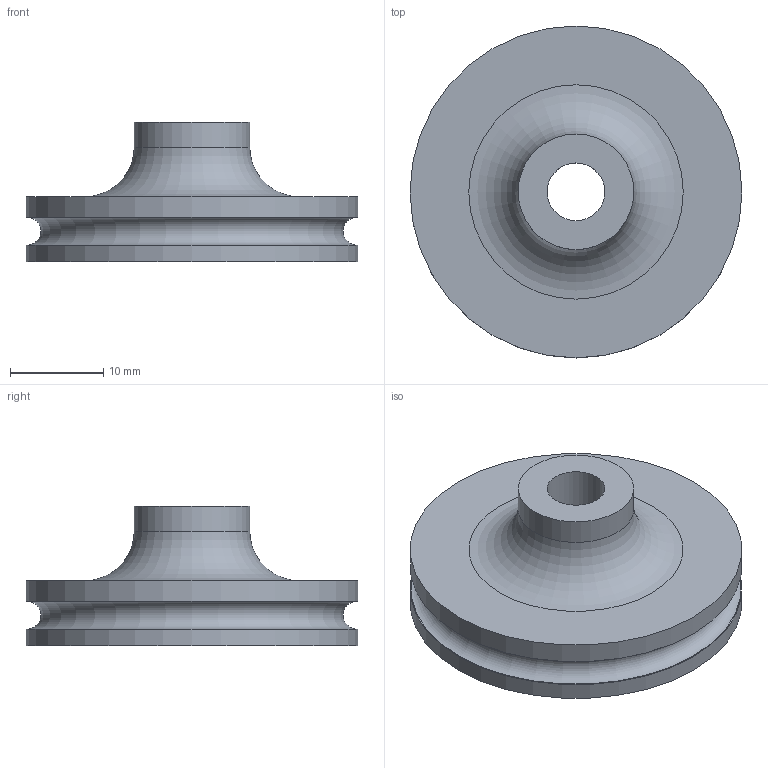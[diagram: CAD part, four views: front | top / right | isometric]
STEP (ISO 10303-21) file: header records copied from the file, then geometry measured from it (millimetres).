
FILE_DESCRIPTION(('FreeCAD Model'),'2;1');
FILE_NAME('Open CASCADE Shape Model','2023-11-11T10:28:30',(''),(''), 'Open CASCADE STEP processor 7.6','FreeCAD','Unknown');
FILE_SCHEMA(('AUTOMOTIVE_DESIGN { 1 0 10303 214 1 1 1 1 }'));
Length unit declared in the file: millimetre
Products named in the file (1): Apextrooper plunger head 1C
Bounding box: 35.6 x 35.6 x 15 mm (x, y, z)
Volume: 7142.2 mm3; surface area: 3400.8 mm2
Topology: 1 solids, 1 shells, 12 faces, 19 edges, 12 vertices
Faces by surface type: plane 5, cylinder 4, torus 2, cone 1
Full cylindrical faces by diameter (mm): 6.2 x1, 12.4 x1, 35.6 x2
Entity records: 554 total; most frequent: DIRECTION 97, CARTESIAN_POINT 82, ORIENTED_EDGE 38, PCURVE 38, DEFINITIONAL_REPRESENTATION 38, LINE 33, VECTOR 33, AXIS2_PLACEMENT_3D 27
